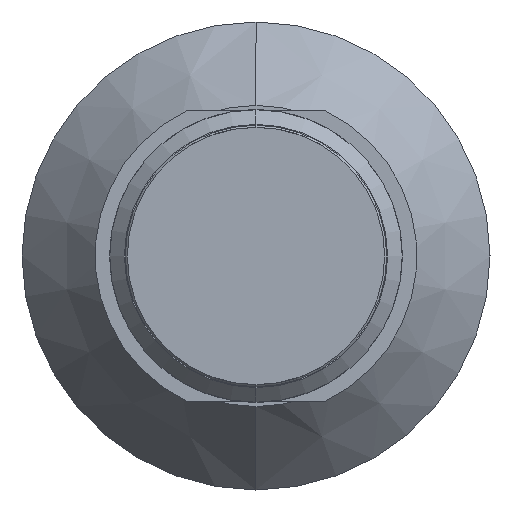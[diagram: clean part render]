
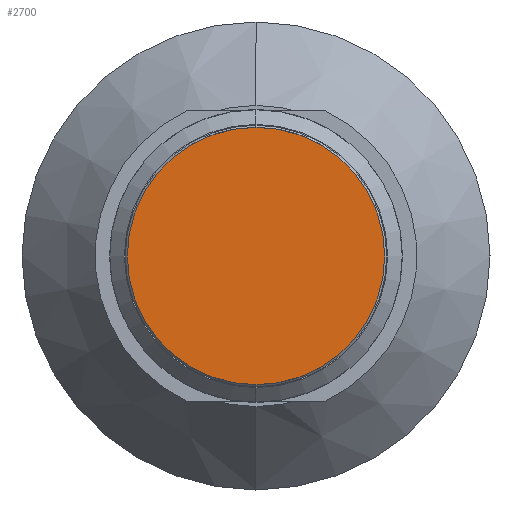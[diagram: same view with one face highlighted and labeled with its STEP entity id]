
A CAD part, front view. The second image highlights one B-rep face of the part: STEP entity #2700.
In plain terms, the highlighted planar face has unit normal (0, -1, 0).
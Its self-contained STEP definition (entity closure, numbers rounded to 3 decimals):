
#383 = ORIENTED_EDGE ( 'NONE', *, *, #1022, .T. ) ;
#564 = PLANE ( 'NONE',  #2674 ) ;
#736 = AXIS2_PLACEMENT_3D ( 'NONE', #2566, #3261, #2898 ) ;
#1022 = EDGE_CURVE ( 'Defeature ausgef�hrt2_15+Defeature ausgef�hrt2_22+Defeature ausgef�hrt2_22+Defeature ausgef�hrt2_22', #4094, #3556, #3512, .T. ) ;
#1253 = CARTESIAN_POINT ( 'NONE',  ( 0., 0., 0. ) ) ;
#1353 = CARTESIAN_POINT ( 'NONE',  ( -2.2, 0., 0. ) ) ;
#1373 = EDGE_LOOP ( 'NONE', ( #383, #1643 ) ) ;
#1643 = ORIENTED_EDGE ( 'NONE', *, *, #3320, .T. ) ;
#1719 = AXIS2_PLACEMENT_3D ( 'NONE', #1253, #3668, #4004 ) ;
#1847 = FACE_OUTER_BOUND ( 'NONE', #1373, .T. ) ;
#2429 = CIRCLE ( 'NONE', #736, 2.2 ) ;
#2459 = CARTESIAN_POINT ( 'NONE',  ( 0., 0., 1.9 ) ) ;
#2566 = CARTESIAN_POINT ( 'NONE',  ( 0., 0., 0. ) ) ;
#2674 = AXIS2_PLACEMENT_3D ( 'NONE', #2459, #4020, #3566 ) ;
#2700 = ADVANCED_FACE ( 'Defeature ausgef�hrt2_15', ( #1847 ), #564, .F. ) ;
#2898 = DIRECTION ( 'NONE',  ( 1., 0., 0. ) ) ;
#2954 = CARTESIAN_POINT ( 'NONE',  ( 2.2, 0., 0. ) ) ;
#3261 = DIRECTION ( 'NONE',  ( 0., -1., 0. ) ) ;
#3320 = EDGE_CURVE ( 'Defeature ausgef�hrt2_15+Defeature ausgef�hrt2_22+Defeature ausgef�hrt2_22+Defeature ausgef�hrt2_22', #3556, #4094, #2429, .T. ) ;
#3512 = CIRCLE ( 'NONE', #1719, 2.2 ) ;
#3556 = VERTEX_POINT ( 'NONE', #1353 ) ;
#3566 = DIRECTION ( 'NONE',  ( -1., 0., 0. ) ) ;
#3668 = DIRECTION ( 'NONE',  ( 0., -1., 0. ) ) ;
#4004 = DIRECTION ( 'NONE',  ( 1., 0., 0. ) ) ;
#4020 = DIRECTION ( 'NONE',  ( 0., 1., 0. ) ) ;
#4094 = VERTEX_POINT ( 'NONE', #2954 ) ;
